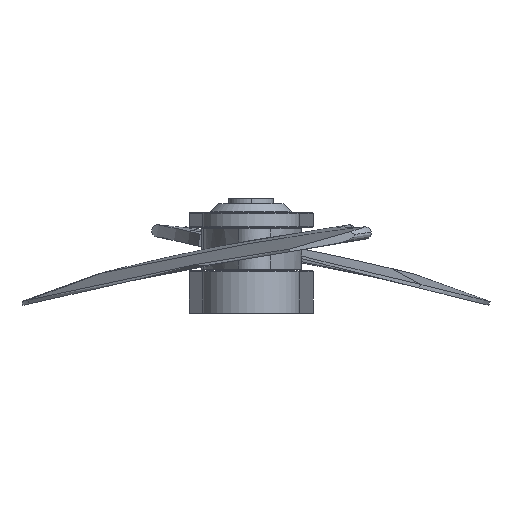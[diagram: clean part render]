
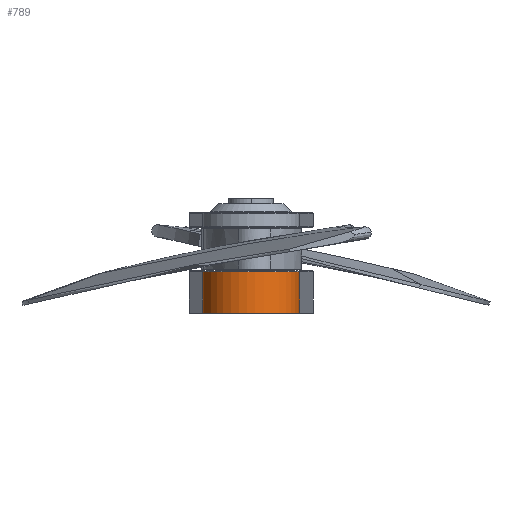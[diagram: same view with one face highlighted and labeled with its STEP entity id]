
A CAD part, left-side view. The second image highlights one B-rep face of the part: STEP entity #789.
In plain terms, the highlighted cylindrical face has radius 6 mm (diameter 12 mm), a partial arc.
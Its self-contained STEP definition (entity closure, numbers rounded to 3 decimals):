
#789=ADVANCED_FACE('',(#1251),#985,.T.);
#985=CYLINDRICAL_SURFACE('',#6143,6.);
#1251=FACE_OUTER_BOUND('',#1651,.T.);
#1651=EDGE_LOOP('',(#3915,#3916,#3917,#3918));
#2097=CIRCLE('',#6141,6.);
#2098=CIRCLE('',#6142,6.);
#2407=LINE('',#12445,#2667);
#2410=LINE('',#12451,#2670);
#2667=VECTOR('',#7660,1.);
#2670=VECTOR('',#7665,1.);
#3915=ORIENTED_EDGE('',*,*,#5353,.F.);
#3916=ORIENTED_EDGE('',*,*,#5354,.T.);
#3917=ORIENTED_EDGE('',*,*,#5350,.T.);
#3918=ORIENTED_EDGE('',*,*,#5355,.T.);
#4647=VERTEX_POINT('',#12446);
#4648=VERTEX_POINT('',#12447);
#4649=VERTEX_POINT('',#12452);
#4650=VERTEX_POINT('',#12453);
#5350=EDGE_CURVE('',#4647,#4648,#2407,.T.);
#5353=EDGE_CURVE('',#4649,#4650,#2410,.T.);
#5354=EDGE_CURVE('',#4649,#4647,#2097,.T.);
#5355=EDGE_CURVE('',#4648,#4650,#2098,.T.);
#6141=AXIS2_PLACEMENT_3D('',#12454,#7666,#7667);
#6142=AXIS2_PLACEMENT_3D('',#12455,#7668,#7669);
#6143=AXIS2_PLACEMENT_3D('',#12456,#7670,#7671);
#7660=DIRECTION('',(0.,0.,-1.));
#7665=DIRECTION('',(0.,0.,-1.));
#7666=DIRECTION('',(0.,0.,-1.));
#7667=DIRECTION('',(1.,0.,0.));
#7668=DIRECTION('',(0.,0.,1.));
#7669=DIRECTION('',(1.,0.,0.));
#7670=DIRECTION('',(0.,0.,-1.));
#7671=DIRECTION('',(-1.,0.,0.));
#12445=CARTESIAN_POINT('',(-19.516,5.978,5.3));
#12446=CARTESIAN_POINT('',(-19.516,5.978,5.2));
#12447=CARTESIAN_POINT('',(-19.516,5.978,0.1));
#12451=CARTESIAN_POINT('',(-19.516,-5.978,5.3));
#12452=CARTESIAN_POINT('',(-19.516,-5.978,5.2));
#12453=CARTESIAN_POINT('',(-19.516,-5.978,0.1));
#12454=CARTESIAN_POINT('',(-19.,0.,5.2));
#12455=CARTESIAN_POINT('',(-19.,0.,0.1));
#12456=CARTESIAN_POINT('',(-19.,0.,5.3));
